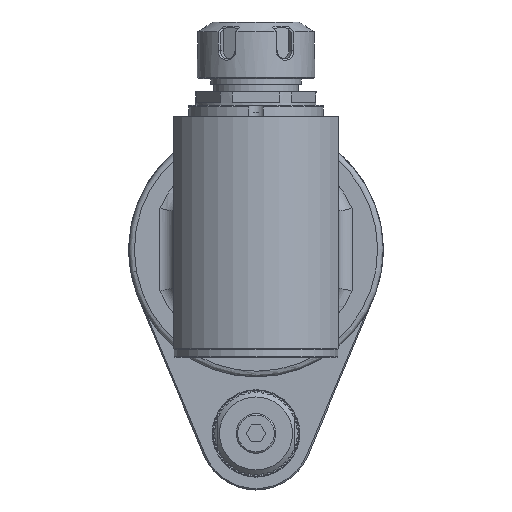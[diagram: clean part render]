
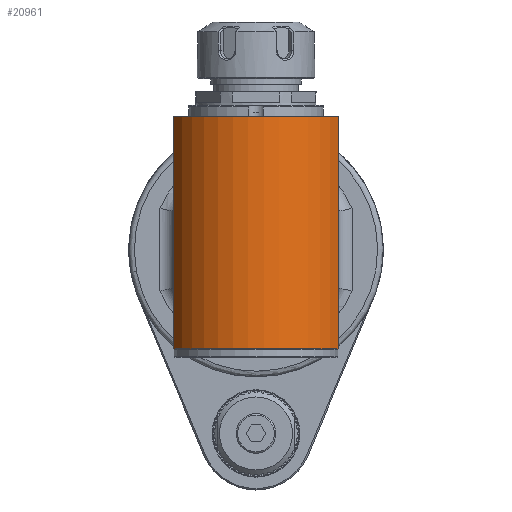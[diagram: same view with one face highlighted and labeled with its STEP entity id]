
A CAD part, front view. The second image highlights one B-rep face of the part: STEP entity #20961.
In plain terms, the highlighted cylindrical face has radius 32 mm (diameter 64 mm), a partial arc.
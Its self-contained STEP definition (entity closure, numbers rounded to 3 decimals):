
#1300=CIRCLE('',#22650,32.);
#1314=CIRCLE('',#22677,32.);
#1658=CYLINDRICAL_SURFACE('',#22676,32.);
#2252=FACE_OUTER_BOUND('',#3472,.T.);
#3472=EDGE_LOOP('',(#16474,#16475,#16476,#16477));
#5118=LINE('',#35475,#7132);
#5119=LINE('',#35479,#7133);
#7132=VECTOR('',#26515,82.);
#7133=VECTOR('',#26520,82.);
#9120=VERTEX_POINT('',#35044);
#9121=VERTEX_POINT('',#35046);
#9322=VERTEX_POINT('',#35473);
#9323=VERTEX_POINT('',#35477);
#11684=EDGE_CURVE('',#9121,#9120,#1300,.T.);
#11899=EDGE_CURVE('',#9322,#9120,#5118,.T.);
#11900=EDGE_CURVE('',#9322,#9323,#1314,.T.);
#11901=EDGE_CURVE('',#9121,#9323,#5119,.T.);
#16474=ORIENTED_EDGE('',*,*,#11900,.T.);
#16475=ORIENTED_EDGE('',*,*,#11901,.F.);
#16476=ORIENTED_EDGE('',*,*,#11684,.T.);
#16477=ORIENTED_EDGE('',*,*,#11899,.F.);
#20961=ADVANCED_FACE('',(#2252),#1658,.T.);
#22650=AXIS2_PLACEMENT_3D('',#35047,#26262,#26263);
#22676=AXIS2_PLACEMENT_3D('',#35476,#26516,#26517);
#22677=AXIS2_PLACEMENT_3D('',#35478,#26518,#26519);
#26262=DIRECTION('center_axis',(0.,0.,-1.));
#26263=DIRECTION('ref_axis',(0.906,-0.423,0.));
#26515=DIRECTION('',(0.,0.,1.));
#26516=DIRECTION('center_axis',(0.,0.,1.));
#26517=DIRECTION('ref_axis',(-1.,0.,0.));
#26518=DIRECTION('center_axis',(0.,0.,1.));
#26519=DIRECTION('ref_axis',(-0.906,-0.423,0.));
#26520=DIRECTION('',(0.,0.,-1.));
#35044=CARTESIAN_POINT('',(-29.,-10.528,47.));
#35046=CARTESIAN_POINT('',(29.,-10.528,47.));
#35047=CARTESIAN_POINT('Origin',(0.,3.,47.));
#35473=CARTESIAN_POINT('',(-29.,-10.528,-35.));
#35475=CARTESIAN_POINT('',(-29.,-10.528,-35.));
#35476=CARTESIAN_POINT('Origin',(0.,3.,-55.));
#35477=CARTESIAN_POINT('',(29.,-10.528,-35.));
#35478=CARTESIAN_POINT('Origin',(0.,3.,-35.));
#35479=CARTESIAN_POINT('',(29.,-10.528,47.));
